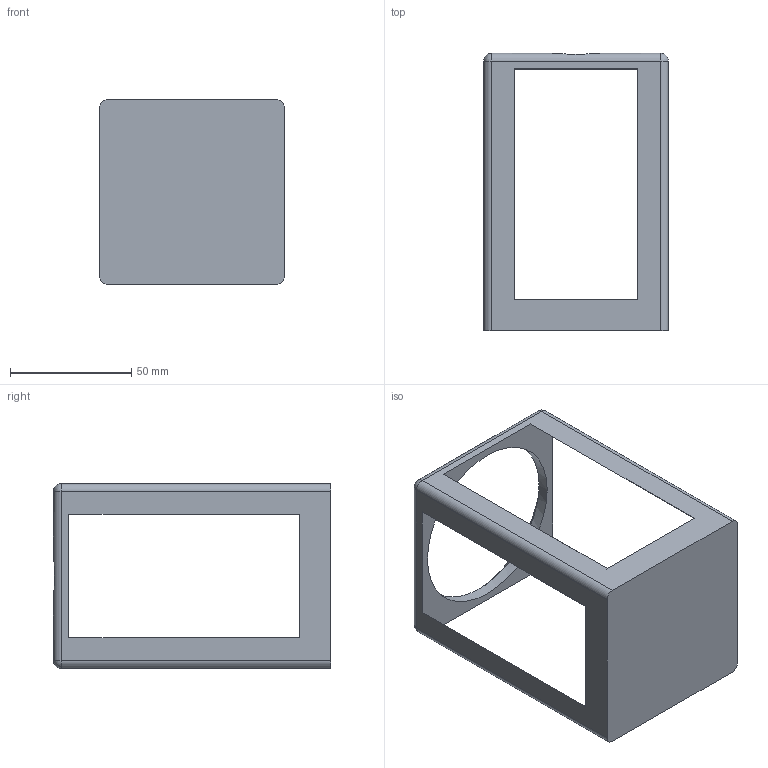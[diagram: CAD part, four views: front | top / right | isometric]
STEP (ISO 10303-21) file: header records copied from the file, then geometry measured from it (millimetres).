
FILE_DESCRIPTION(/* description */ (''),/* implementation_level */ '2;1');
FILE_NAME(/* name */ 'Aerosol Holder(2.75d).step',/* time_stamp */ '2021-03-02T06:29:50-05:00',/* author */ ('elizh'),/* organization */ (''),/* preprocessor_version */ 'ST-DEVELOPER v18.1',/* originating_system */ 'Autodesk Inventor 2021',/* authorisation */ '');
FILE_SCHEMA (('AUTOMOTIVE_DESIGN { 1 0 10303 214 3 1 1 }'));
Length unit declared in the file: inch
Products named in the file (1): Can Holder(2.75)
Bounding box: 76.2 x 114.3 x 76.2 mm (x, y, z)
Volume: 78312.2 mm3; surface area: 39258.6 mm2
Topology: 1 solids, 1 shells, 43 faces, 108 edges, 65 vertices
Faces by surface type: plane 16, cylinder 10, bspline 8, cone 5, sphere 4
Full cylindrical faces by diameter (mm): 69.85 x2
Entity records: 1482 total; most frequent: CARTESIAN_POINT 433, ORIENTED_EDGE 216, DIRECTION 193, EDGE_CURVE 108, VERTEX_POINT 65, AXIS2_PLACEMENT_3D 65, LINE 63, VECTOR 63
